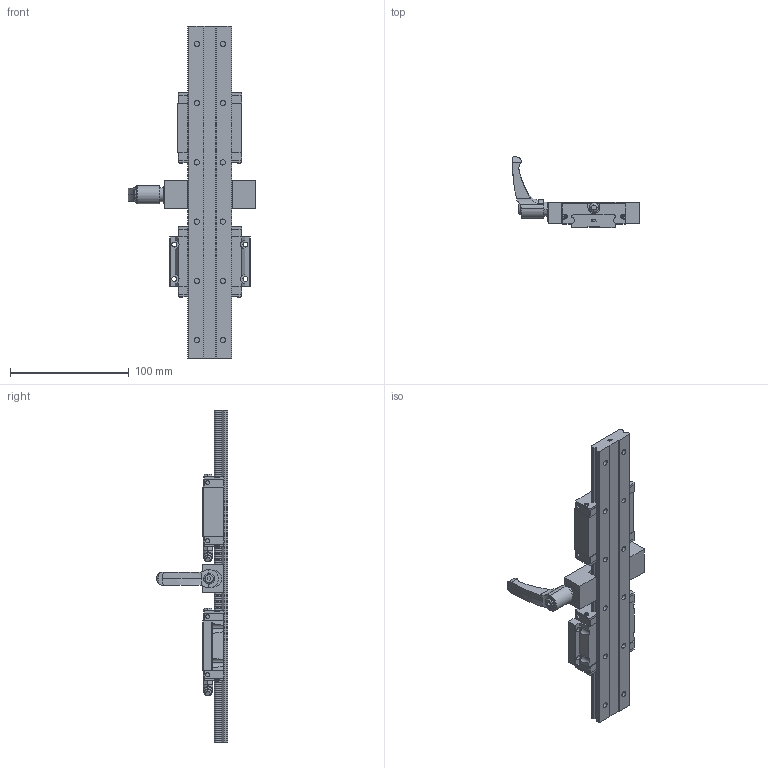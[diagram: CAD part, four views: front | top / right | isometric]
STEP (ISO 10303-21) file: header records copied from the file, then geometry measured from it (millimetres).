
FILE_DESCRIPTION(('HOOPS Exchange Step'),'2;1');
FILE_NAME('export-20B39372-FFA6-458C-BD89-110FECB58FA8.stp','2024-08-12T11:10:18+02:00',('Engineering'),('Alibre'),'HOOPS Exchange 2023.0','Alibre','Unknown authorisation');
FILE_SCHEMA( ('AP242_MANAGED_MODEL_BASED_3D_ENGINEERING_MIM_LF {1 0 10303 442 1 1 4 }') );
Length unit declared in the file: millimetre
Products named in the file (7): HIWIN Carriage WEH21CA-Z0-H; HIWIN Rail WER21R280; HIWIN Carriage WEW21CC-Z0-H; 6911-1 HK2101B - Wide - Manual Clamping Element - BASE CLAMP; 6911-2 HK2101B - Wide - Manual Clamping Element - LEVER GN 604-44-M4-SG; 6911 HK2101B - Wide - Manual Clamping Element; Zimmer HK2101B demo assembly
Assembly tree (6 placements, depth 3):
  Zimmer HK2101B demo assembly
    HIWIN Carriage WEH21CA-Z0-H
    HIWIN Rail WER21R280
    HIWIN Carriage WEW21CC-Z0-H
    6911 HK2101B - Wide - Manual Clamping Element
      6911-1 HK2101B - Wide - Manual Clamping Element - BASE CLAMP
      6911-2 HK2101B - Wide - Manual Clamping Element - LEVER GN 604-44-M4-SG
Bounding box: 107.38 x 59.94 x 280 mm (x, y, z)
Volume: 193236.3 mm3; surface area: 67653.1 mm2
Topology: 4 solids, 213 shells, 1188 faces, 3710 edges, 2784 vertices
Faces by surface type: plane 630, cylinder 395, cone 104, torus 55, sphere 4
Entity records: 43313 total; most frequent: CARTESIAN_POINT 8639, DIRECTION 7033, ORIENTED_EDGE 6249, EDGE_CURVE 3688, VERTEX_POINT 2784, AXIS2_PLACEMENT_3D 2403, VECTOR 2227, LINE 2227
